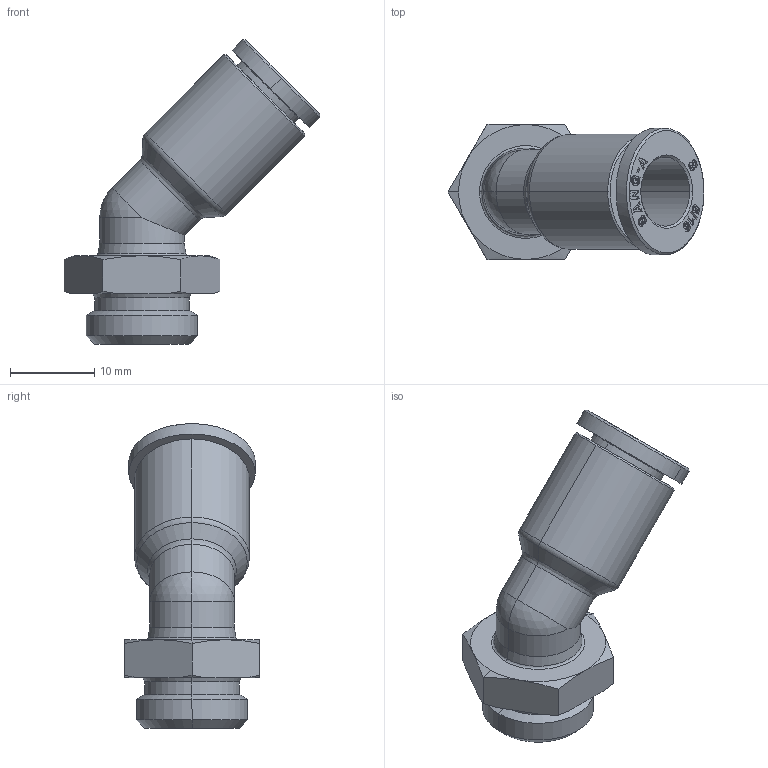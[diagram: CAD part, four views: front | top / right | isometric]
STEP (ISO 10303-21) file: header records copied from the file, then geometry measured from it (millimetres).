
FILE_DESCRIPTION((''),'2;1');
FILE_NAME('GPL45 08G02(3D).stp','2012-12-21T09:39:49',(''),(''),'Mechanical Desktop.R8.0.24.0','Mechanical Desktop.R8.0.24.0',', , ');
FILE_SCHEMA(('CONFIG_CONTROL_DESIGN'));
Length unit declared in the file: millimetre
Products named in the file (2): GPL45 08G02(3D); 睡ヶ1
Assembly tree (1 placements, depth 2):
  GPL45 08G02(3D)
    睡ヶ1
Bounding box: 30.34 x 16 x 36.1 mm (x, y, z)
Volume: 3779.7 mm3; surface area: 2877.7 mm2
Topology: 1 solids, 1 shells, 447 faces, 1227 edges, 803 vertices
Faces by surface type: plane 347, cone 38, bspline 33, cylinder 25, sphere 2, torus 2
Entity records: 14901 total; most frequent: CARTESIAN_POINT 3517, ORIENTED_EDGE 2450, DIRECTION 2182, EDGE_CURVE 1225, VECTOR 1042, LINE 1042, VERTEX_POINT 803, AXIS2_PLACEMENT_3D 570
